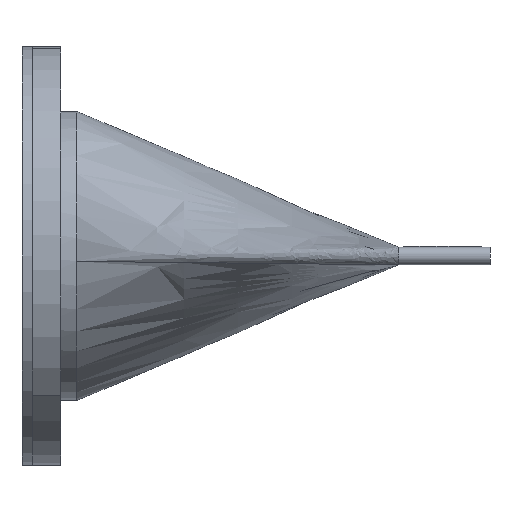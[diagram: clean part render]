
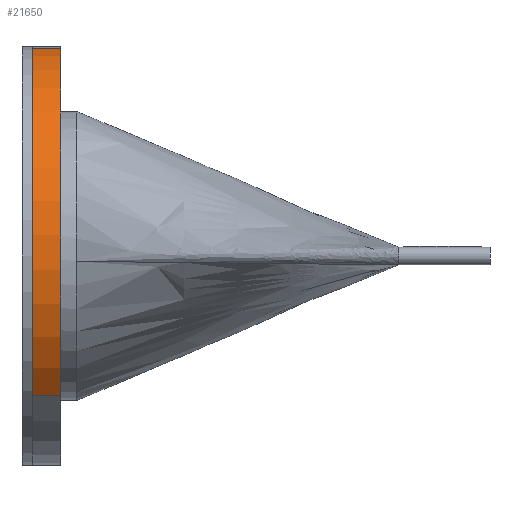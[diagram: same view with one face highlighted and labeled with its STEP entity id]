
A CAD part, front view. The second image highlights one B-rep face of the part: STEP entity #21650.
In plain terms, the highlighted cylindrical face has radius 260 mm (diameter 520 mm), a partial arc.
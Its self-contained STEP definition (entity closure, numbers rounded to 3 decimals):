
#328 = CYLINDRICAL_SURFACE ( 'NONE', #9054, 260. ) ;
#687 = CARTESIAN_POINT ( 'NONE',  ( 0., 0., 35. ) ) ;
#3836 = EDGE_LOOP ( 'NONE', ( #7654, #27390, #21395, #24401 ) ) ;
#4799 = CARTESIAN_POINT ( 'NONE',  ( -260., 0., 0. ) ) ;
#5166 = DIRECTION ( 'NONE',  ( 0., 0., -1. ) ) ;
#5534 = CARTESIAN_POINT ( 'NONE',  ( 144.448, -216.182, 0. ) ) ;
#5844 = CARTESIAN_POINT ( 'NONE',  ( 0., 0., 35. ) ) ;
#6177 = EDGE_CURVE ( 'NONE', #17037, #13074, #35594, .T. ) ;
#7654 = ORIENTED_EDGE ( 'NONE', *, *, #23721, .F. ) ;
#8472 = CARTESIAN_POINT ( 'NONE',  ( 0., 0., 0. ) ) ;
#9001 = DIRECTION ( 'NONE',  ( 0., 0., 1. ) ) ;
#9054 = AXIS2_PLACEMENT_3D ( 'NONE', #687, #29068, #14859 ) ;
#11904 = VECTOR ( 'NONE', #34868, 1000. ) ;
#12030 = FACE_OUTER_BOUND ( 'NONE', #3836, .T. ) ;
#12985 = CARTESIAN_POINT ( 'NONE',  ( -260., 0., 35. ) ) ;
#13074 = VERTEX_POINT ( 'NONE', #5534 ) ;
#14859 = DIRECTION ( 'NONE',  ( -1., 0., 0. ) ) ;
#14867 = LINE ( 'NONE', #26611, #11904 ) ;
#16173 = CARTESIAN_POINT ( 'NONE',  ( 144.448, -216.182, 35. ) ) ;
#17037 = VERTEX_POINT ( 'NONE', #4799 ) ;
#18681 = CIRCLE ( 'NONE', #21626, 260. ) ;
#19457 = AXIS2_PLACEMENT_3D ( 'NONE', #8472, #20065, #26211 ) ;
#19839 = VECTOR ( 'NONE', #5166, 1000. ) ;
#20065 = DIRECTION ( 'NONE',  ( 0., 0., 1. ) ) ;
#21395 = ORIENTED_EDGE ( 'NONE', *, *, #6177, .T. ) ;
#21626 = AXIS2_PLACEMENT_3D ( 'NONE', #5844, #9001, #31815 ) ;
#21650 = ADVANCED_FACE ( 'NONE', ( #12030 ), #328, .T. ) ;
#22539 = EDGE_CURVE ( 'NONE', #27169, #13074, #28103, .T. ) ;
#23721 = EDGE_CURVE ( 'NONE', #29090, #27169, #18681, .T. ) ;
#24401 = ORIENTED_EDGE ( 'NONE', *, *, #22539, .F. ) ;
#26211 = DIRECTION ( 'NONE',  ( 1., 0., 0. ) ) ;
#26611 = CARTESIAN_POINT ( 'NONE',  ( -260., 0., 35. ) ) ;
#27169 = VERTEX_POINT ( 'NONE', #33368 ) ;
#27390 = ORIENTED_EDGE ( 'NONE', *, *, #36237, .T. ) ;
#28103 = LINE ( 'NONE', #16173, #19839 ) ;
#29068 = DIRECTION ( 'NONE',  ( 0., 0., -1. ) ) ;
#29090 = VERTEX_POINT ( 'NONE', #12985 ) ;
#31815 = DIRECTION ( 'NONE',  ( 1., 0., 0. ) ) ;
#33368 = CARTESIAN_POINT ( 'NONE',  ( 144.448, -216.182, 35. ) ) ;
#34868 = DIRECTION ( 'NONE',  ( 0., 0., -1. ) ) ;
#35594 = CIRCLE ( 'NONE', #19457, 260. ) ;
#36237 = EDGE_CURVE ( 'NONE', #29090, #17037, #14867, .T. ) ;
